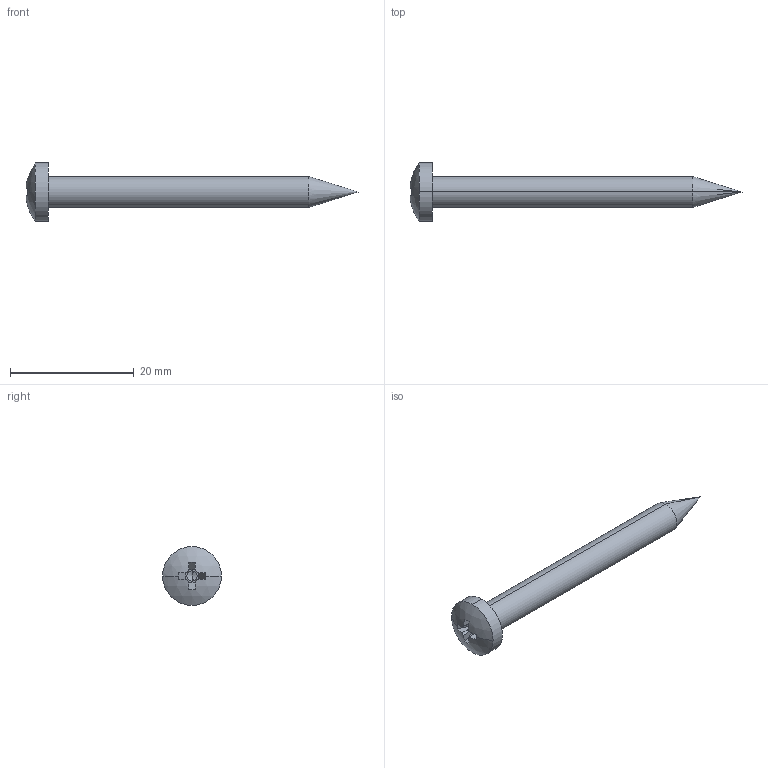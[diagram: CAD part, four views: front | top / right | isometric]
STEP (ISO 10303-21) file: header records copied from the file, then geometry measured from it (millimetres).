
FILE_DESCRIPTION (( 'STEP AP214' ), '1' );
FILE_NAME ('3195686.stp', '2018-01-31T10:42:07', ( '' ), ( '' ), 'SwSTEP 2.0', 'SolidWorks 2016', '' );
FILE_SCHEMA (( 'AUTOMOTIVE_DESIGN' ));
Length unit declared in the file: millimetre
Products named in the file (1): 3195686
Bounding box: 53.63 x 9.5 x 9.5 mm (x, y, z)
Volume: 1071.3 mm3; surface area: 946.9 mm2
Topology: 1 solids, 1 shells, 31 faces, 80 edges, 48 vertices
Faces by surface type: plane 17, cone 8, cylinder 4, sphere 2
Entity records: 968 total; most frequent: CARTESIAN_POINT 180, DIRECTION 172, ORIENTED_EDGE 152, EDGE_CURVE 76, AXIS2_PLACEMENT_3D 72, VERTEX_POINT 48, CIRCLE 40, EDGE_LOOP 32
